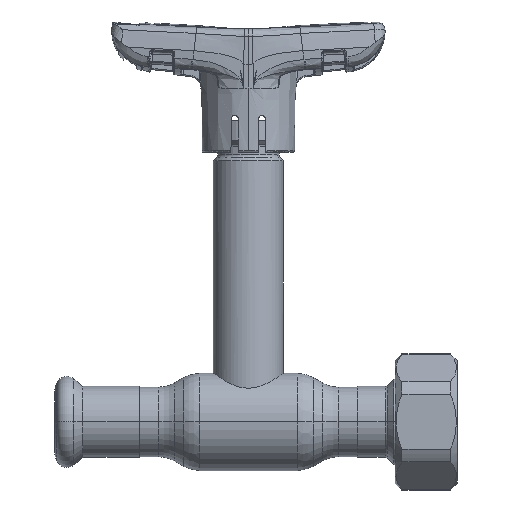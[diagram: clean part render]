
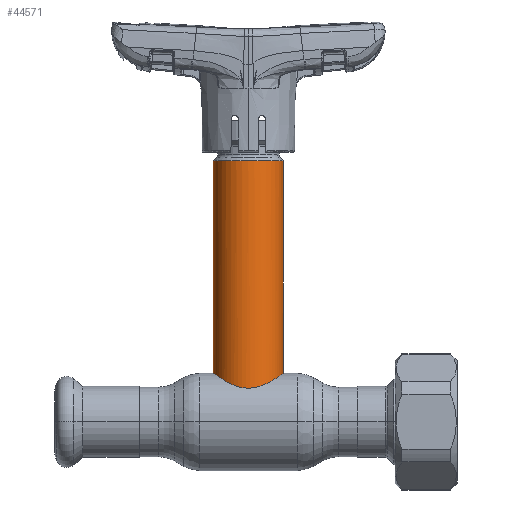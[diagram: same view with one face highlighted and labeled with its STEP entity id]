
A CAD part, top view. The second image highlights one B-rep face of the part: STEP entity #44571.
In plain terms, the highlighted cylindrical face has radius 9 mm (diameter 18 mm), a partial arc.
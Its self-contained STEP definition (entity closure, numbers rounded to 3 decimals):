
#93 = CARTESIAN_POINT ( 'NONE',  ( -8.494, 12.14, 2.992 ) ) ;
#669 = CARTESIAN_POINT ( 'NONE',  ( -8.936, 12.454, 1.228 ) ) ;
#976 = CARTESIAN_POINT ( 'NONE',  ( 8.688, 12.277, 2.426 ) ) ;
#1556 = CARTESIAN_POINT ( 'NONE',  ( 9., 12.5, 0.306 ) ) ;
#1885 = CARTESIAN_POINT ( 'NONE',  ( -2.403, 8.997, 8.678 ) ) ;
#2178 = CARTESIAN_POINT ( 'NONE',  ( -5.487, 10.257, 7.156 ) ) ;
#2196 = CYLINDRICAL_SURFACE ( 'NONE', #38443, 9. ) ;
#3116 = EDGE_CURVE ( 'NONE', #24202, #20402, #51028, .T. ) ;
#4872 = CARTESIAN_POINT ( 'NONE',  ( -6.736, 10.978, 5.996 ) ) ;
#5465 = CARTESIAN_POINT ( 'NONE',  ( 9., 12.5, 0. ) ) ;
#5769 = CARTESIAN_POINT ( 'NONE',  ( 7.753, 11.632, 4.607 ) ) ;
#6358 = CARTESIAN_POINT ( 'NONE',  ( 8.874, 12.409, 1.533 ) ) ;
#6654 = VERTEX_POINT ( 'NONE', #25330 ) ;
#6675 = CARTESIAN_POINT ( 'NONE',  ( -1.525, 8.803, 8.875 ) ) ;
#7301 = FACE_OUTER_BOUND ( 'NONE', #31904, .T. ) ;
#8369 = ORIENTED_EDGE ( 'NONE', *, *, #12966, .T. ) ;
#9405 = CARTESIAN_POINT ( 'NONE',  ( -7.746, 11.629, 4.592 ) ) ;
#10285 = CARTESIAN_POINT ( 'NONE',  ( 5.931, 10.503, 6.794 ) ) ;
#10577 = CARTESIAN_POINT ( 'NONE',  ( 3.784, 9.461, 8.171 ) ) ;
#10864 = CARTESIAN_POINT ( 'NONE',  ( 7.268, 11.316, 5.316 ) ) ;
#12966 = EDGE_CURVE ( 'NONE', #38320, #20402, #44654, .T. ) ;
#13313 = CARTESIAN_POINT ( 'NONE',  ( -9., 12.5, 0. ) ) ;
#14172 = CARTESIAN_POINT ( 'NONE',  ( -5.93, 10.503, 6.793 ) ) ;
#15593 = VECTOR ( 'NONE', #18709, 1000. ) ;
#18429 = LINE ( 'NONE', #32232, #42902 ) ;
#18709 = DIRECTION ( 'NONE',  ( 0., -1., 0. ) ) ;
#19232 = CARTESIAN_POINT ( 'NONE',  ( 6.537, 10.861, 6.192 ) ) ;
#19821 = CARTESIAN_POINT ( 'NONE',  ( -0.611, 8.691, 8.985 ) ) ;
#20120 = CARTESIAN_POINT ( 'NONE',  ( 1.53, 8.804, 8.874 ) ) ;
#20402 = VERTEX_POINT ( 'NONE', #29943 ) ;
#20903 = DIRECTION ( 'NONE',  ( -1., 0., 0. ) ) ;
#22839 = CARTESIAN_POINT ( 'NONE',  ( -8.752, 12.323, 2.119 ) ) ;
#22865 = ORIENTED_EDGE ( 'NONE', *, *, #23561, .T. ) ;
#22918 = CARTESIAN_POINT ( 'NONE',  ( 9., 0., 0. ) ) ;
#23561 = EDGE_CURVE ( 'NONE', #24202, #6654, #37256, .T. ) ;
#23734 = CARTESIAN_POINT ( 'NONE',  ( -3.248, 9.26, 8.398 ) ) ;
#24039 = CARTESIAN_POINT ( 'NONE',  ( 8.921, 12.443, 1.229 ) ) ;
#24202 = VERTEX_POINT ( 'NONE', #49253 ) ;
#25330 = CARTESIAN_POINT ( 'NONE',  ( -9., 67.169, 0. ) ) ;
#25600 = CARTESIAN_POINT ( 'NONE',  ( -9., 12.5, 0. ) ) ;
#27018 = CARTESIAN_POINT ( 'NONE',  ( -9., 12.5, 0.621 ) ) ;
#27614 = CARTESIAN_POINT ( 'NONE',  ( -8.027, 11.819, 4.08 ) ) ;
#27917 = CARTESIAN_POINT ( 'NONE',  ( -7.101, 11.208, 5.56 ) ) ;
#28216 = CARTESIAN_POINT ( 'NONE',  ( 0.312, 8.675, 9. ) ) ;
#28520 = CARTESIAN_POINT ( 'NONE',  ( 7.096, 11.206, 5.543 ) ) ;
#28818 = CARTESIAN_POINT ( 'NONE',  ( 6.731, 10.979, 5.981 ) ) ;
#29411 = CARTESIAN_POINT ( 'NONE',  ( -0.301, 8.674, 9. ) ) ;
#29943 = CARTESIAN_POINT ( 'NONE',  ( 9., 12.5, 0. ) ) ;
#31904 = EDGE_LOOP ( 'NONE', ( #44894, #22865, #40062, #8369 ) ) ;
#32232 = CARTESIAN_POINT ( 'NONE',  ( -9., 0., 0. ) ) ;
#33306 = CARTESIAN_POINT ( 'NONE',  ( -2.97, 9.165, 8.501 ) ) ;
#34195 = CARTESIAN_POINT ( 'NONE',  ( -1.224, 8.755, 8.922 ) ) ;
#35281 = CARTESIAN_POINT ( 'NONE',  ( 0., 67.169, 0. ) ) ;
#37256 = CIRCLE ( 'NONE', #39123, 9. ) ;
#37666 = EDGE_CURVE ( 'NONE', #6654, #38320, #18429, .T. ) ;
#38320 = VERTEX_POINT ( 'NONE', #25600 ) ;
#38443 = AXIS2_PLACEMENT_3D ( 'NONE', #53878, #44667, #58394 ) ;
#38653 = CARTESIAN_POINT ( 'NONE',  ( -2.114, 8.924, 8.753 ) ) ;
#39123 = AXIS2_PLACEMENT_3D ( 'NONE', #35281, #58561, #20903 ) ;
#40062 = ORIENTED_EDGE ( 'NONE', *, *, #37666, .T. ) ;
#41093 = CARTESIAN_POINT ( 'NONE',  ( -8.676, 12.268, 2.414 ) ) ;
#41979 = CARTESIAN_POINT ( 'NONE',  ( 4.551, 9.793, 7.77 ) ) ;
#42268 = CARTESIAN_POINT ( 'NONE',  ( 8.984, 12.489, 0.613 ) ) ;
#42570 = CARTESIAN_POINT ( 'NONE',  ( 4.046, 9.569, 8.044 ) ) ;
#42902 = VECTOR ( 'NONE', #50457, 1000. ) ;
#43184 = CARTESIAN_POINT ( 'NONE',  ( 2.98, 9.159, 8.512 ) ) ;
#44571 = ADVANCED_FACE ( 'NONE', ( #7301 ), #2196, .T. ) ;
#44654 = B_SPLINE_CURVE_WITH_KNOTS ( 'NONE', 3,
 ( #13313, #27018, #669, #22839, #41093, #93, #50367, #45299, #27614, #9405, #45890, #27917, #4872, #14172, #2178, #56592, #47658, #23734, #33306, #1885, #38653, #6675, #34195, #19821, #29411, #28216, #46457, #51519, #20120, #46759, #43184, #10577, #42570, #41979, #51235, #55995, #10285, #19232, #28818, #28520, #10864, #5769, #56890, #47051, #976, #6358, #24039, #42268, #1556, #5465 ),
 .UNSPECIFIED., .F., .F.,
 ( 4, 2, 2, 2, 2, 2, 2, 2, 2, 2, 2, 2, 2, 2, 2, 2, 2, 2, 2, 2, 2, 2, 2, 2, 4 ),
 ( 0., 0.002, 0.003, 0.004, 0.005, 0.006, 0.007, 0.009, 0.011, 0.012, 0.013, 0.014, 0.015, 0.016, 0.017, 0.018, 0.019, 0.02, 0.022, 0.023, 0.024, 0.026, 0.028, 0.028, 0.029 ),
 .UNSPECIFIED. ) ;
#44667 = DIRECTION ( 'NONE',  ( 0., -1., 0. ) ) ;
#44894 = ORIENTED_EDGE ( 'NONE', *, *, #3116, .F. ) ;
#45299 = CARTESIAN_POINT ( 'NONE',  ( -8.156, 11.907, 3.816 ) ) ;
#45890 = CARTESIAN_POINT ( 'NONE',  ( -7.592, 11.527, 4.842 ) ) ;
#46457 = CARTESIAN_POINT ( 'NONE',  ( 0.617, 8.691, 8.984 ) ) ;
#46759 = CARTESIAN_POINT ( 'NONE',  ( 2.419, 8.987, 8.69 ) ) ;
#47051 = CARTESIAN_POINT ( 'NONE',  ( 8.506, 12.148, 3. ) ) ;
#47658 = CARTESIAN_POINT ( 'NONE',  ( -4.05, 9.561, 8.058 ) ) ;
#49253 = CARTESIAN_POINT ( 'NONE',  ( 9., 67.169, 0. ) ) ;
#50367 = CARTESIAN_POINT ( 'NONE',  ( -8.389, 12.068, 3.272 ) ) ;
#50457 = DIRECTION ( 'NONE',  ( 0., -1., 0. ) ) ;
#51028 = LINE ( 'NONE', #22918, #15593 ) ;
#51235 = CARTESIAN_POINT ( 'NONE',  ( 4.793, 9.909, 7.623 ) ) ;
#51519 = CARTESIAN_POINT ( 'NONE',  ( 1.225, 8.756, 8.921 ) ) ;
#53878 = CARTESIAN_POINT ( 'NONE',  ( 0., 0., 0. ) ) ;
#55995 = CARTESIAN_POINT ( 'NONE',  ( 5.496, 10.261, 7.15 ) ) ;
#56592 = CARTESIAN_POINT ( 'NONE',  ( -4.549, 9.787, 7.786 ) ) ;
#56890 = CARTESIAN_POINT ( 'NONE',  ( 8.034, 11.823, 4.099 ) ) ;
#58394 = DIRECTION ( 'NONE',  ( -1., 0., 0. ) ) ;
#58561 = DIRECTION ( 'NONE',  ( 0., -1., 0. ) ) ;
